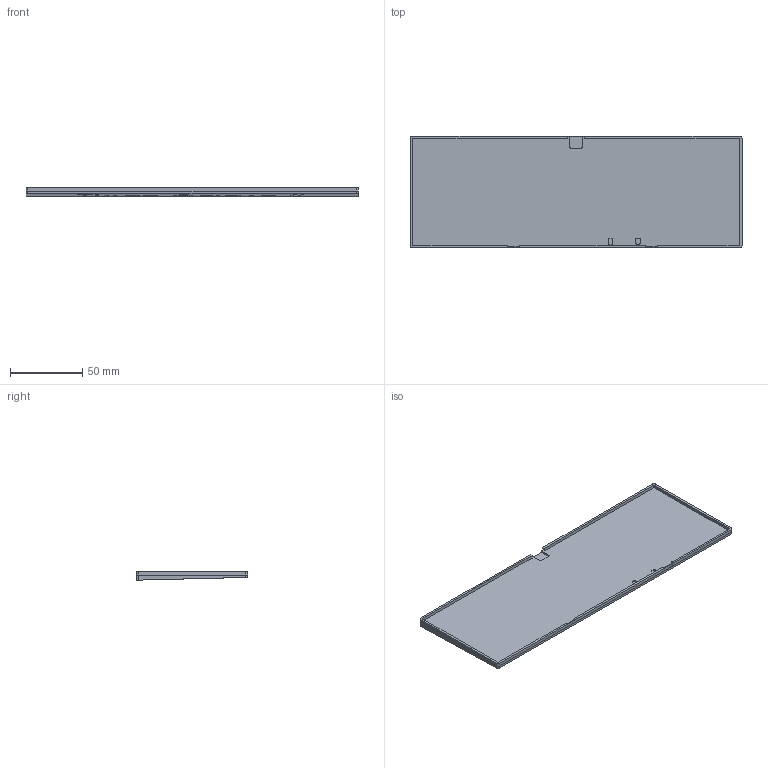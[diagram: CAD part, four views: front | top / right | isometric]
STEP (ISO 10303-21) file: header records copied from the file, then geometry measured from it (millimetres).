
FILE_DESCRIPTION(('FreeCAD Model'),'2;1');
FILE_NAME('Open CASCADE Shape Model','2024-03-03T10:26:11',(''),(''), 'Open CASCADE STEP processor 7.6','FreeCAD','Unknown');
FILE_SCHEMA(('AUTOMOTIVE_DESIGN { 1 0 10303 214 1 1 1 1 }'));
Length unit declared in the file: millimetre
Products named in the file (1): Cut
Bounding box: 229.25 x 76.85 x 5.76 mm (x, y, z)
Volume: 47454.6 mm3; surface area: 39631.6 mm2
Topology: 1 solids, 1 shells, 293 faces, 807 edges, 536 vertices
Faces by surface type: extrusion 204, plane 59, cylinder 30
Entity records: 25049 total; most frequent: CARTESIAN_POINT 10744, DIRECTION 1811, ORIENTED_EDGE 1614, PCURVE 1614, DEFINITIONAL_REPRESENTATION 1614, VECTOR 1493, LINE 1289, B_SPLINE_CURVE_WITH_KNOTS 1228
